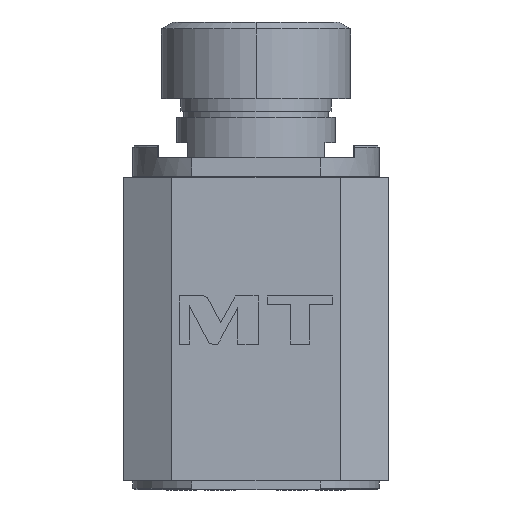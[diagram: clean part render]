
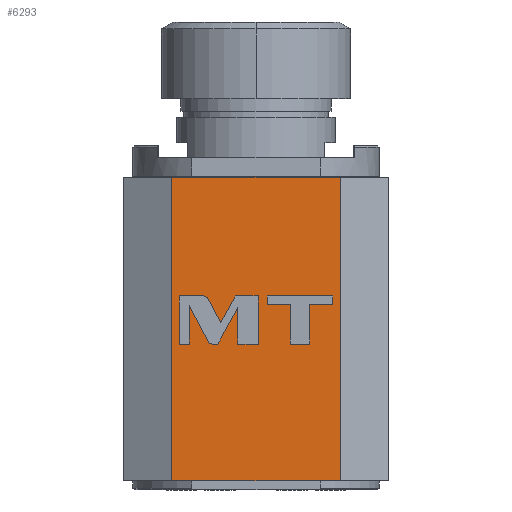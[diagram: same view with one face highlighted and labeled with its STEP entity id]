
A CAD part, left-side view. The second image highlights one B-rep face of the part: STEP entity #6293.
In plain terms, the highlighted planar face has unit normal (-1, 0, 0).
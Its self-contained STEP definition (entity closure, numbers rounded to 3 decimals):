
#1=DIRECTION('',(0.,0.,1.));
#2=VECTOR('',#1,101.);
#3=CARTESIAN_POINT('',(-112.,28.,-53.5));
#4=LINE('',#3,#2);
#5=DIRECTION('',(0.,-1.,0.));
#6=VECTOR('',#5,56.);
#7=CARTESIAN_POINT('',(-112.,28.,47.5));
#8=LINE('',#7,#6);
#9=DIRECTION('',(0.,0.,1.));
#10=VECTOR('',#9,101.);
#11=CARTESIAN_POINT('',(-112.,-28.,-53.5));
#12=LINE('',#11,#10);
#13=DIRECTION('',(0.,1.,0.));
#14=VECTOR('',#13,56.);
#15=CARTESIAN_POINT('',(-112.,-28.,-53.5));
#16=LINE('',#15,#14);
#17=CARTESIAN_POINT('',(-112.,15.816,6.958));
#18=CARTESIAN_POINT('',(-112.,16.148,7.601));
#19=CARTESIAN_POINT('',(-112.,16.804,8.));
#20=CARTESIAN_POINT('',(-112.,17.528,8.));
#22=DIRECTION('',(0.,1.,0.));
#23=VECTOR('',#22,8.043);
#24=CARTESIAN_POINT('',(-112.,17.528,8.));
#25=LINE('',#24,#23);
#26=DIRECTION('',(0.,0.,-1.));
#27=VECTOR('',#26,16.);
#28=CARTESIAN_POINT('',(-112.,25.571,8.));
#29=LINE('',#28,#27);
#30=DIRECTION('',(0.,-1.,0.));
#31=VECTOR('',#30,3.328);
#32=CARTESIAN_POINT('',(-112.,25.571,-8.));
#33=LINE('',#32,#31);
#34=DIRECTION('',(0.,0.,1.));
#35=VECTOR('',#34,12.962);
#36=CARTESIAN_POINT('',(-112.,22.243,-8.));
#37=LINE('',#36,#35);
#38=DIRECTION('',(0.,-0.459,-0.888));
#39=VECTOR('',#38,13.419);
#40=CARTESIAN_POINT('',(-112.,22.243,4.962));
#41=LINE('',#40,#39);
#42=CARTESIAN_POINT('',(-112.,16.08,-6.958));
#43=CARTESIAN_POINT('',(-112.,15.747,-7.601));
#44=CARTESIAN_POINT('',(-112.,15.091,-8.));
#45=CARTESIAN_POINT('',(-112.,14.367,-8.));
#47=DIRECTION('',(0.,-1.,0.));
#48=VECTOR('',#47,1.669);
#49=CARTESIAN_POINT('',(-112.,14.367,-8.));
#50=LINE('',#49,#48);
#51=DIRECTION('',(0.,-0.481,0.877));
#52=VECTOR('',#51,13.883);
#53=CARTESIAN_POINT('',(-112.,12.698,-8.));
#54=LINE('',#53,#52);
#55=DIRECTION('',(0.,0.,-1.));
#56=VECTOR('',#55,12.17);
#57=CARTESIAN_POINT('',(-112.,6.018,4.17));
#58=LINE('',#57,#56);
#59=DIRECTION('',(0.,-1.,0.));
#60=VECTOR('',#59,6.733);
#61=CARTESIAN_POINT('',(-112.,6.018,-8.));
#62=LINE('',#61,#60);
#63=DIRECTION('',(0.,0.,1.));
#64=VECTOR('',#63,16.);
#65=CARTESIAN_POINT('',(-112.,-0.715,-8.));
#66=LINE('',#65,#64);
#67=DIRECTION('',(0.,1.,0.));
#68=VECTOR('',#67,7.59);
#69=CARTESIAN_POINT('',(-112.,-0.715,8.));
#70=LINE('',#69,#68);
#71=DIRECTION('',(0.,0.481,-0.877));
#72=VECTOR('',#71,10.144);
#73=CARTESIAN_POINT('',(-112.,6.875,8.));
#74=LINE('',#73,#72);
#75=DIRECTION('',(0.,0.459,0.888));
#76=VECTOR('',#75,8.838);
#77=CARTESIAN_POINT('',(-112.,11.756,-0.893));
#78=LINE('',#77,#76);
#79=DIRECTION('',(0.,0.,-1.));
#80=VECTOR('',#79,13.275);
#81=CARTESIAN_POINT('',(-112.,-11.475,5.275));
#82=LINE('',#81,#80);
#83=DIRECTION('',(0.,-1.,0.));
#84=VECTOR('',#83,6.337);
#85=CARTESIAN_POINT('',(-112.,-11.475,-8.));
#86=LINE('',#85,#84);
#87=DIRECTION('',(0.,0.,1.));
#88=VECTOR('',#87,13.275);
#89=CARTESIAN_POINT('',(-112.,-17.812,-8.));
#90=LINE('',#89,#88);
#91=DIRECTION('',(0.,-1.,0.));
#92=VECTOR('',#91,7.757);
#93=CARTESIAN_POINT('',(-112.,-17.812,5.275));
#94=LINE('',#93,#92);
#95=DIRECTION('',(0.,0.,1.));
#96=VECTOR('',#95,2.725);
#97=CARTESIAN_POINT('',(-112.,-25.569,5.275));
#98=LINE('',#97,#96);
#99=DIRECTION('',(0.,1.,0.));
#100=VECTOR('',#99,21.851);
#101=CARTESIAN_POINT('',(-112.,-25.569,8.));
#102=LINE('',#101,#100);
#103=DIRECTION('',(0.,0.,-1.));
#104=VECTOR('',#103,2.725);
#105=CARTESIAN_POINT('',(-112.,-3.718,8.));
#106=LINE('',#105,#104);
#107=DIRECTION('',(0.,-1.,0.));
#108=VECTOR('',#107,7.757);
#109=CARTESIAN_POINT('',(-112.,-3.718,5.275));
#110=LINE('',#109,#108);
#5223=CARTESIAN_POINT('',(-112.,28.,-53.5));
#5224=CARTESIAN_POINT('',(-112.,28.,47.5));
#5225=VERTEX_POINT('',#5223);
#5226=VERTEX_POINT('',#5224);
#5227=CARTESIAN_POINT('',(-112.,-28.,-53.5));
#5228=CARTESIAN_POINT('',(-112.,-28.,47.5));
#5229=VERTEX_POINT('',#5227);
#5230=VERTEX_POINT('',#5228);
#6182=CARTESIAN_POINT('',(-112.,15.816,6.958));
#6183=VERTEX_POINT('',#6182);
#6184=CARTESIAN_POINT('',(-112.,17.528,8.));
#6185=VERTEX_POINT('',#6184);
#6186=CARTESIAN_POINT('',(-112.,25.571,8.));
#6187=VERTEX_POINT('',#6186);
#6188=CARTESIAN_POINT('',(-112.,25.571,-8.));
#6189=VERTEX_POINT('',#6188);
#6190=CARTESIAN_POINT('',(-112.,22.243,-8.));
#6191=VERTEX_POINT('',#6190);
#6192=CARTESIAN_POINT('',(-112.,22.243,4.962));
#6193=VERTEX_POINT('',#6192);
#6194=CARTESIAN_POINT('',(-112.,16.08,-6.958));
#6195=VERTEX_POINT('',#6194);
#6196=CARTESIAN_POINT('',(-112.,14.367,-8.));
#6197=VERTEX_POINT('',#6196);
#6198=CARTESIAN_POINT('',(-112.,12.698,-8.));
#6199=VERTEX_POINT('',#6198);
#6200=CARTESIAN_POINT('',(-112.,6.018,4.17));
#6201=VERTEX_POINT('',#6200);
#6202=CARTESIAN_POINT('',(-112.,6.018,-8.));
#6203=VERTEX_POINT('',#6202);
#6204=CARTESIAN_POINT('',(-112.,-0.715,-8.));
#6205=VERTEX_POINT('',#6204);
#6206=CARTESIAN_POINT('',(-112.,-0.715,8.));
#6207=VERTEX_POINT('',#6206);
#6208=CARTESIAN_POINT('',(-112.,6.875,8.));
#6209=VERTEX_POINT('',#6208);
#6210=CARTESIAN_POINT('',(-112.,11.756,-0.893));
#6211=VERTEX_POINT('',#6210);
#6212=CARTESIAN_POINT('',(-112.,-11.475,5.275));
#6213=VERTEX_POINT('',#6212);
#6214=CARTESIAN_POINT('',(-112.,-11.475,-8.));
#6215=VERTEX_POINT('',#6214);
#6216=CARTESIAN_POINT('',(-112.,-17.812,-8.));
#6217=VERTEX_POINT('',#6216);
#6218=CARTESIAN_POINT('',(-112.,-17.812,5.275));
#6219=VERTEX_POINT('',#6218);
#6220=CARTESIAN_POINT('',(-112.,-25.569,5.275));
#6221=VERTEX_POINT('',#6220);
#6222=CARTESIAN_POINT('',(-112.,-25.569,8.));
#6223=VERTEX_POINT('',#6222);
#6224=CARTESIAN_POINT('',(-112.,-3.718,8.));
#6225=VERTEX_POINT('',#6224);
#6226=CARTESIAN_POINT('',(-112.,-3.718,5.275));
#6227=VERTEX_POINT('',#6226);
#6228=CARTESIAN_POINT('',(-112.,0.,0.));
#6229=DIRECTION('',(1.,0.,0.));
#6230=DIRECTION('',(0.,1.,0.));
#6231=AXIS2_PLACEMENT_3D('',#6228,#6229,#6230);
#6232=PLANE('',#6231);
#6234=ORIENTED_EDGE('',*,*,#6233,.T.);
#6236=ORIENTED_EDGE('',*,*,#6235,.T.);
#6238=ORIENTED_EDGE('',*,*,#6237,.F.);
#6240=ORIENTED_EDGE('',*,*,#6239,.T.);
#6241=EDGE_LOOP('',(#6234,#6236,#6238,#6240));
#6242=FACE_OUTER_BOUND('',#6241,.F.);
#6244=ORIENTED_EDGE('',*,*,#6243,.T.);
#6246=ORIENTED_EDGE('',*,*,#6245,.T.);
#6248=ORIENTED_EDGE('',*,*,#6247,.T.);
#6250=ORIENTED_EDGE('',*,*,#6249,.T.);
#6252=ORIENTED_EDGE('',*,*,#6251,.T.);
#6254=ORIENTED_EDGE('',*,*,#6253,.T.);
#6256=ORIENTED_EDGE('',*,*,#6255,.T.);
#6258=ORIENTED_EDGE('',*,*,#6257,.T.);
#6260=ORIENTED_EDGE('',*,*,#6259,.T.);
#6262=ORIENTED_EDGE('',*,*,#6261,.T.);
#6264=ORIENTED_EDGE('',*,*,#6263,.T.);
#6266=ORIENTED_EDGE('',*,*,#6265,.T.);
#6268=ORIENTED_EDGE('',*,*,#6267,.T.);
#6270=ORIENTED_EDGE('',*,*,#6269,.T.);
#6272=ORIENTED_EDGE('',*,*,#6271,.T.);
#6273=EDGE_LOOP('',(#6244,#6246,#6248,#6250,#6252,#6254,#6256,#6258,#6260,#6262,
#6264,#6266,#6268,#6270,#6272));
#6274=FACE_BOUND('',#6273,.F.);
#6276=ORIENTED_EDGE('',*,*,#6275,.T.);
#6278=ORIENTED_EDGE('',*,*,#6277,.T.);
#6280=ORIENTED_EDGE('',*,*,#6279,.T.);
#6282=ORIENTED_EDGE('',*,*,#6281,.T.);
#6284=ORIENTED_EDGE('',*,*,#6283,.T.);
#6286=ORIENTED_EDGE('',*,*,#6285,.T.);
#6288=ORIENTED_EDGE('',*,*,#6287,.T.);
#6290=ORIENTED_EDGE('',*,*,#6289,.T.);
#6291=EDGE_LOOP('',(#6276,#6278,#6280,#6282,#6284,#6286,#6288,#6290));
#6292=FACE_BOUND('',#6291,.F.);
#6293=ADVANCED_FACE('',(#6242,#6274,#6292),#6232,.F.);
#21=B_SPLINE_CURVE_WITH_KNOTS('',3,(#17,#18,#19,#20),.UNSPECIFIED.,.F.,.F.,(4,
4),(0.,1.),.UNSPECIFIED.);
#46=B_SPLINE_CURVE_WITH_KNOTS('',3,(#42,#43,#44,#45),.UNSPECIFIED.,.F.,.F.,(4,
4),(0.,1.),.UNSPECIFIED.);
#6233=EDGE_CURVE('',#5225,#5226,#4,.T.);
#6235=EDGE_CURVE('',#5226,#5230,#8,.T.);
#6237=EDGE_CURVE('',#5229,#5230,#12,.T.);
#6239=EDGE_CURVE('',#5229,#5225,#16,.T.);
#6243=EDGE_CURVE('',#6183,#6185,#21,.T.);
#6245=EDGE_CURVE('',#6185,#6187,#25,.T.);
#6247=EDGE_CURVE('',#6187,#6189,#29,.T.);
#6249=EDGE_CURVE('',#6189,#6191,#33,.T.);
#6251=EDGE_CURVE('',#6191,#6193,#37,.T.);
#6253=EDGE_CURVE('',#6193,#6195,#41,.T.);
#6255=EDGE_CURVE('',#6195,#6197,#46,.T.);
#6257=EDGE_CURVE('',#6197,#6199,#50,.T.);
#6259=EDGE_CURVE('',#6199,#6201,#54,.T.);
#6261=EDGE_CURVE('',#6201,#6203,#58,.T.);
#6263=EDGE_CURVE('',#6203,#6205,#62,.T.);
#6265=EDGE_CURVE('',#6205,#6207,#66,.T.);
#6267=EDGE_CURVE('',#6207,#6209,#70,.T.);
#6269=EDGE_CURVE('',#6209,#6211,#74,.T.);
#6271=EDGE_CURVE('',#6211,#6183,#78,.T.);
#6275=EDGE_CURVE('',#6213,#6215,#82,.T.);
#6277=EDGE_CURVE('',#6215,#6217,#86,.T.);
#6279=EDGE_CURVE('',#6217,#6219,#90,.T.);
#6281=EDGE_CURVE('',#6219,#6221,#94,.T.);
#6283=EDGE_CURVE('',#6221,#6223,#98,.T.);
#6285=EDGE_CURVE('',#6223,#6225,#102,.T.);
#6287=EDGE_CURVE('',#6225,#6227,#106,.T.);
#6289=EDGE_CURVE('',#6227,#6213,#110,.T.);
